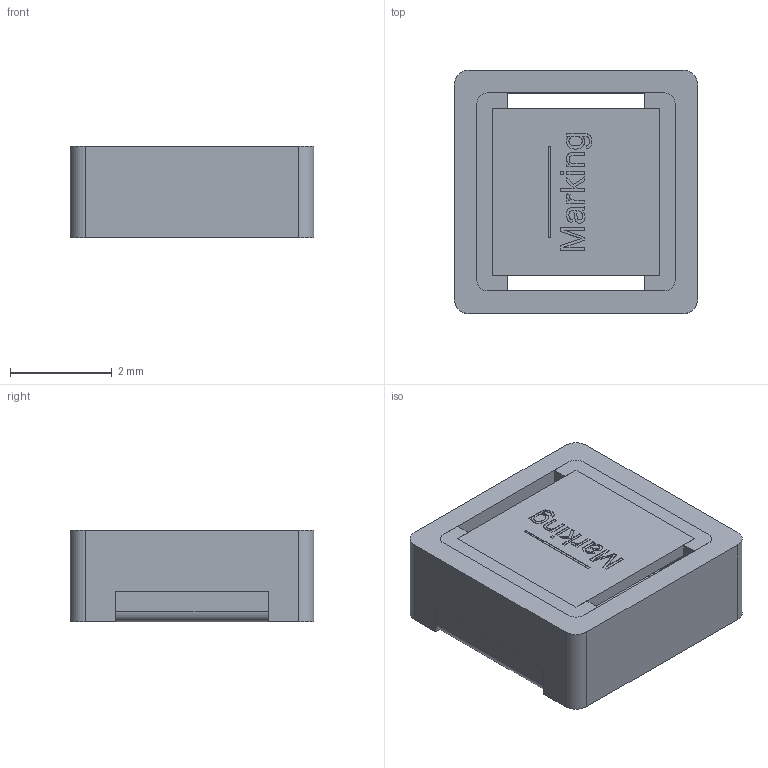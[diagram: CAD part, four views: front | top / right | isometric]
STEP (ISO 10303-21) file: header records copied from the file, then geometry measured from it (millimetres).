
FILE_DESCRIPTION( ( 'Unknown' ), '1' );
FILE_NAME( '4818_74406042.stp', 'Unknown', ( 'Unknown' ), ( 'Unknown' ), 'PSStep 18.0.17', 'Unknown', ' ' );
FILE_SCHEMA( ( 'AUTOMOTIVE_DESIGN { 1 0 10303 214 1 1 1 1 }' ) );
Length unit declared in the file: millimetre
Products named in the file (7): Assem1; 4818_74406042_Housing; 4818_74406042; 4818_74406042_Pads; Glue L; Glue R
Assembly tree (7 placements, depth 2):
  Assem1
    4818_74406042_Housing
    4818_74406042
    4818_74406042
    4818_74406042_Pads  x2
    Glue L
    Glue R
Bounding box: 4.8 x 4.8 x 1.8 mm (x, y, z)
Volume: 34 mm3; surface area: 203.1 mm2
Topology: 7 solids, 7 shells, 208 faces, 525 edges, 343 vertices
Faces by surface type: plane 148, cylinder 29, extrusion 16, torus 14, bspline 1
Full cylindrical faces by diameter (mm): 0.1 x14, 1.9 x1
Entity records: 8728 total; most frequent: CARTESIAN_POINT 2687, ORIENTED_EDGE 916, DIRECTION 776, EDGE_CURVE 458, VERTEX_POINT 318, VECTOR 288, LINE 272, EDGE_LOOP 248
